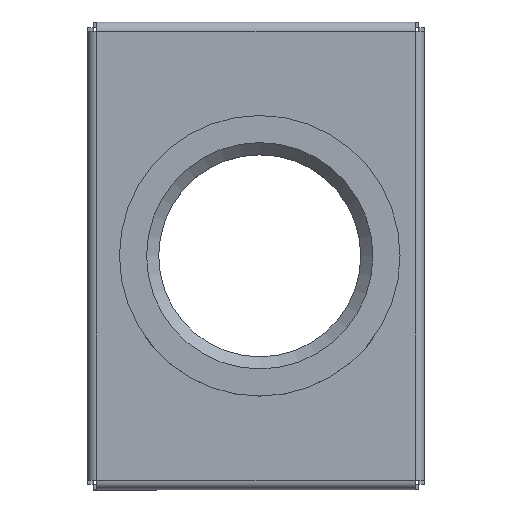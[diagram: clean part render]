
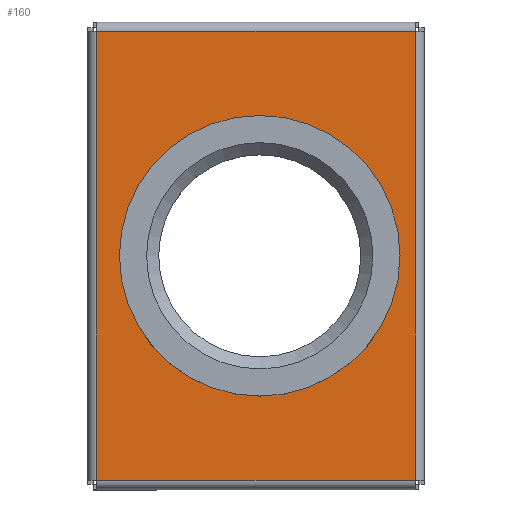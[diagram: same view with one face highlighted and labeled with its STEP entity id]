
A CAD part, top view. The second image highlights one B-rep face of the part: STEP entity #160.
In plain terms, the highlighted planar face has unit normal (0, 0, 1).
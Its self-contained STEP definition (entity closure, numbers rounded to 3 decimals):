
#160 = ADVANCED_FACE( '', ( #345, #346 ), #347, .T. );
#345 = FACE_BOUND( '', #554, .T. );
#346 = FACE_OUTER_BOUND( '', #555, .T. );
#347 = PLANE( '', #556 );
#554 = EDGE_LOOP( '', ( #936 ) );
#555 = EDGE_LOOP( '', ( #937, #938, #939, #940 ) );
#556 = AXIS2_PLACEMENT_3D( '', #941, #942, #943 );
#936 = ORIENTED_EDGE( '', *, *, #1263, .T. );
#937 = ORIENTED_EDGE( '', *, *, #1233, .T. );
#938 = ORIENTED_EDGE( '', *, *, #1264, .T. );
#939 = ORIENTED_EDGE( '', *, *, #1153, .T. );
#940 = ORIENTED_EDGE( '', *, *, #1265, .T. );
#941 = CARTESIAN_POINT( '', ( -90., -125., 3. ) );
#942 = DIRECTION( '', ( 0., 0., 1. ) );
#943 = DIRECTION( '', ( 1., 0., 0. ) );
#1153 = EDGE_CURVE( '', #1359, #1333, #1361, .T. );
#1233 = EDGE_CURVE( '', #1372, #1365, #1481, .T. );
#1263 = EDGE_CURVE( '', #1518, #1518, #1519, .T. );
#1264 = EDGE_CURVE( '', #1365, #1359, #1520, .T. );
#1265 = EDGE_CURVE( '', #1333, #1372, #1521, .T. );
#1333 = VERTEX_POINT( '', #1606 );
#1359 = VERTEX_POINT( '', #1644 );
#1361 = LINE( '', #1646, #1647 );
#1365 = VERTEX_POINT( '', #1652 );
#1372 = VERTEX_POINT( '', #1660 );
#1481 = LINE( '', #1803, #1804 );
#1518 = VERTEX_POINT( '', #1857 );
#1519 = CIRCLE( '', #1858, 75. );
#1520 = LINE( '', #1859, #1860 );
#1521 = LINE( '', #1861, #1862 );
#1606 = CARTESIAN_POINT( '', ( -85., 120., 3. ) );
#1644 = CARTESIAN_POINT( '', ( 85., 120., 3. ) );
#1646 = CARTESIAN_POINT( '', ( 90., 120., 3. ) );
#1647 = VECTOR( '', #1945, 1000. );
#1652 = CARTESIAN_POINT( '', ( 85., -120., 3. ) );
#1660 = CARTESIAN_POINT( '', ( -85., -120., 3. ) );
#1803 = CARTESIAN_POINT( '', ( -85., -120., 3. ) );
#1804 = VECTOR( '', #2048, 1000. );
#1857 = CARTESIAN_POINT( '', ( -73., 0., 3. ) );
#1858 = AXIS2_PLACEMENT_3D( '', #2071, #2072, #2073 );
#1859 = CARTESIAN_POINT( '', ( 85., -120., 3. ) );
#1860 = VECTOR( '', #2074, 1000. );
#1861 = CARTESIAN_POINT( '', ( -85., 125., 3. ) );
#1862 = VECTOR( '', #2075, 1000. );
#1945 = DIRECTION( '', ( -1., 0., 0. ) );
#2048 = DIRECTION( '', ( 1., 0., 0. ) );
#2071 = CARTESIAN_POINT( '', ( 2., 0., 3. ) );
#2072 = DIRECTION( '', ( 0., 0., -1. ) );
#2073 = DIRECTION( '', ( -1., 0., 0. ) );
#2074 = DIRECTION( '', ( 0., 1., 0. ) );
#2075 = DIRECTION( '', ( 0., -1., 0. ) );
